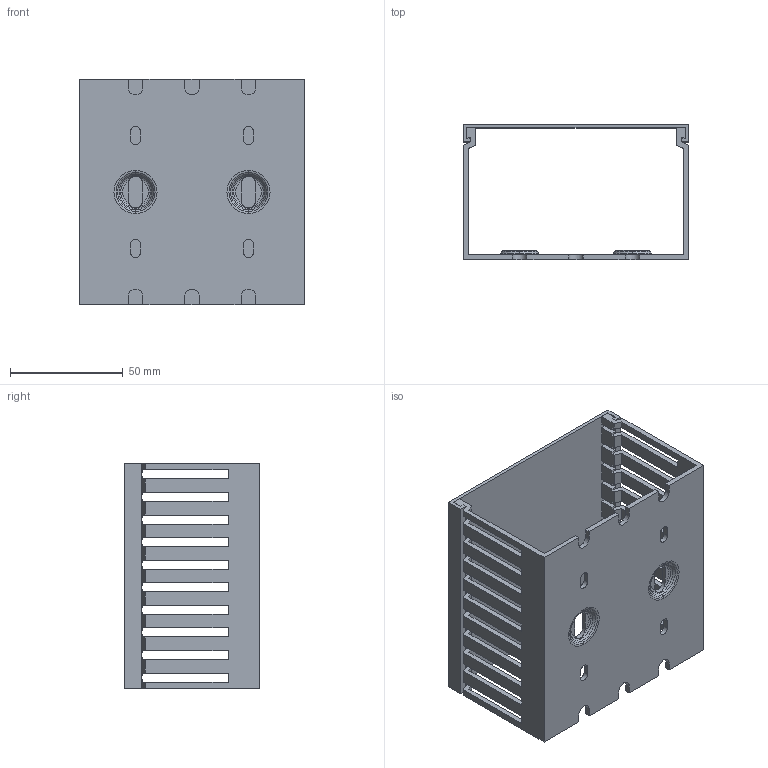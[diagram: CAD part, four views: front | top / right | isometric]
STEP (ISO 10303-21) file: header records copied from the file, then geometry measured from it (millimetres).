
FILE_DESCRIPTION((''),'2;1');
FILE_NAME('B100X60_ASM','2021-03-30T',('marketing.praksa'),('Audax d.o.o.'),'CREO PARAMETRIC BY PTC INC, 2017480','CREO PARAMETRIC BY PTC INC, 2017480','');
FILE_SCHEMA(('AUTOMOTIVE_DESIGN { 1 0 10303 214 1 1 1 1 }'));
Products named in the file (4): PRT0166; B100X60__THIN-186492; PRT00055666666; B100X60_ASM
Assembly tree (3 placements, depth 2):
  B100X60_ASM
    PRT0166
    B100X60__THIN-186492
    PRT00055666666
Bounding box: 100 x 60 x 100 mm (x, y, z)
Volume: 58523.4 mm3; surface area: 66379.3 mm2
Topology: 5 solids, 5 shells, 509 faces, 1497 edges, 1001 vertices
Faces by surface type: plane 411, cylinder 56, torus 34, cone 8
Entity records: 25497 total; most frequent: CARTESIAN_POINT 3332, ORIENTED_EDGE 2994, DIRECTION 2669, PRESENTATION_STYLE_ASSIGNMENT 2011, STYLED_ITEM 2011, CURVE_STYLE 1497, EDGE_CURVE 1497, VECTOR 1211
